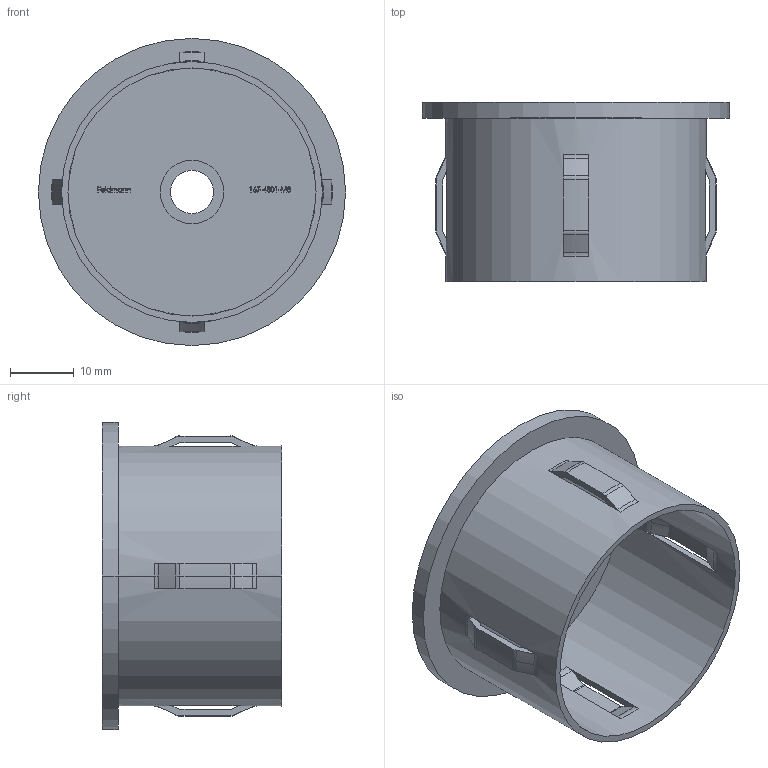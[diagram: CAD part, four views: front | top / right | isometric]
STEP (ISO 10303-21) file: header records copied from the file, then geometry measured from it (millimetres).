
FILE_DESCRIPTION (( 'STEP AP203' ), '1' );
FILE_NAME ('167-4801-M8.step', '2019-09-16T06:57:30', ( '' ), ( '' ), 'SwSTEP 2.0', 'SolidWorks 2015', '' );
FILE_SCHEMA (( 'CONFIG_CONTROL_DESIGN' ));
Length unit declared in the file: millimetre
Products named in the file (1): 167-4801-M8
Bounding box: 48.3 x 28.2 x 48.3 mm (x, y, z)
Volume: 7835.9 mm3; surface area: 10857.7 mm2
Topology: 1 solids, 1 shells, 341 faces, 927 edges, 608 vertices
Faces by surface type: plane 159, bspline 100, torus 40, cone 22, cylinder 20
Entity records: 16488 total; most frequent: CARTESIAN_POINT 8577, ORIENTED_EDGE 1854, DIRECTION 1217, EDGE_CURVE 927, VERTEX_POINT 608, LINE 497, VECTOR 497, EDGE_LOOP 379
